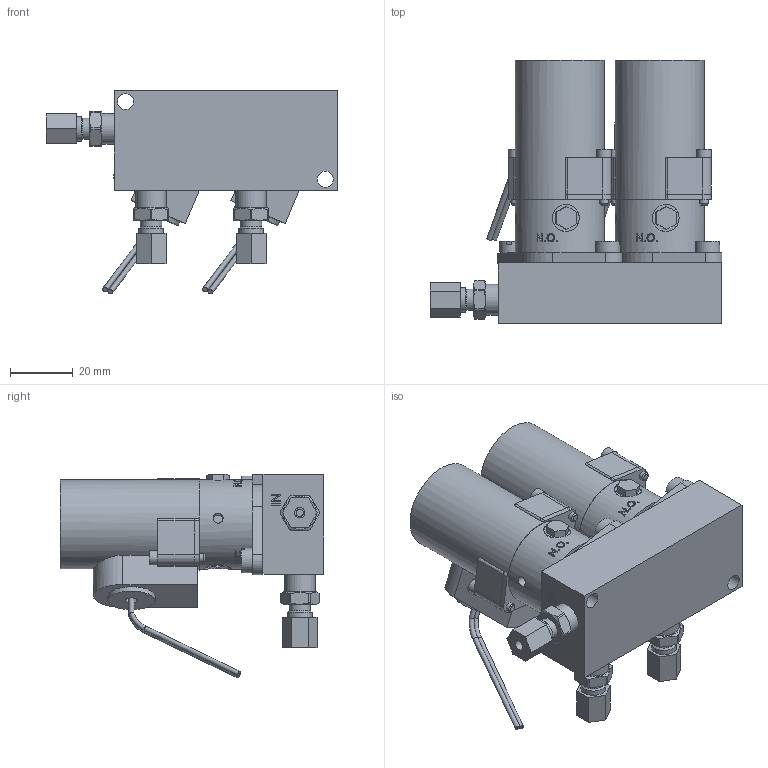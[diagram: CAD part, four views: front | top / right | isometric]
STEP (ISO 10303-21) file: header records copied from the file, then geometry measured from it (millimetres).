
FILE_DESCRIPTION((''),'2;1');
FILE_NAME('224220.stp','2009-01-06T12:19:24',('Franzp'),(''),'Autodesk Inventor 2009','Autodesk Inventor 2009','');
FILE_SCHEMA(('AUTOMOTIVE_DESIGN { 1 0 10303 214 1 1 1 1 }'));
Length unit declared in the file: millimetre
Products named in the file (11): 224220; 224216; 224215; 224204; 224203; 224217; 224218; 224201; 224202; 224219
Assembly tree (20 placements, depth 3):
  224220
    224216
    224215  x2
      224215
      224204
      224203
      224217
    224218  x4
    224201  x3
    224202  x3
    224219
Bounding box: 92.67 x 83.7 x 64.77 mm (x, y, z)
Volume: 144078.1 mm3; surface area: 42613.6 mm2
Topology: 26 solids, 26 shells, 705 faces, 1681 edges, 1104 vertices
Faces by surface type: plane 389, bspline 173, cylinder 114, cone 25, torus 4
Full cylindrical faces by diameter (mm): 1.6 x8, 2.77 x4, 4.6 x4, 4.826 x4, 5 x4, 6.8 x3, 7.7 x4, 7.74 x4, 7.8 x3, 9.728 x4, 15 x2, 28.3 x2, 28.4 x2
Entity records: 12949 total; most frequent: CARTESIAN_POINT 4204, ORIENTED_EDGE 1686, DIRECTION 1542, EDGE_CURVE 843, VERTEX_POINT 597, EDGE_LOOP 532, VECTOR 520, LINE 520
